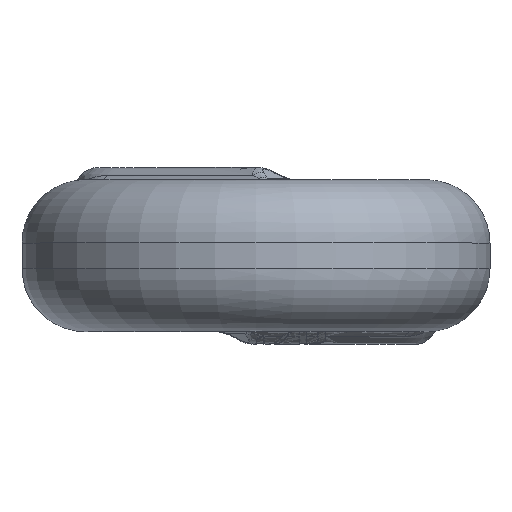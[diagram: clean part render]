
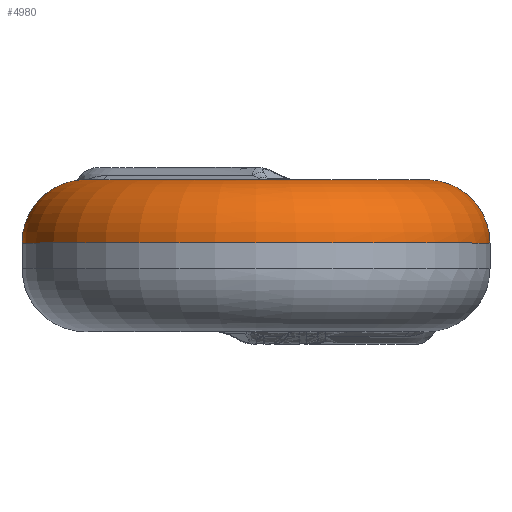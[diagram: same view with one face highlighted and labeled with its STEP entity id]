
A CAD part, top view. The second image highlights one B-rep face of the part: STEP entity #4980.
In plain terms, the highlighted toroidal (fillet/blend) face has major radius 2.7 mm and minor radius 1 mm.
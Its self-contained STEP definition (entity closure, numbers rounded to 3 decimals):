
#20=TOROIDAL_SURFACE('',#5161,2.7,1.);
#36=CIRCLE('',#5162,3.7);
#37=CIRCLE('',#5163,2.7);
#1069=ORIENTED_EDGE('',*,*,#2029,.F.);
#1070=ORIENTED_EDGE('',*,*,#2030,.F.);
#1071=ORIENTED_EDGE('',*,*,#2031,.T.);
#1072=ORIENTED_EDGE('',*,*,#2032,.T.);
#1073=ORIENTED_EDGE('',*,*,#2033,.T.);
#2029=EDGE_CURVE('',#2540,#2540,#36,.F.);
#2030=EDGE_CURVE('',#2541,#2542,#37,.T.);
#2031=EDGE_CURVE('',#2541,#2543,#2871,.T.);
#2032=EDGE_CURVE('',#2543,#2544,#2872,.T.);
#2033=EDGE_CURVE('',#2544,#2542,#2873,.T.);
#2540=VERTEX_POINT('',#9405);
#2541=VERTEX_POINT('',#9407);
#2542=VERTEX_POINT('',#9408);
#2543=VERTEX_POINT('',#9414);
#2544=VERTEX_POINT('',#9425);
#2871=B_SPLINE_CURVE_WITH_KNOTS('',3,(#9409,#9410,#9411,#9412,#9413),
 .UNSPECIFIED.,.F.,.F.,(4,1,4),(0.,0.001,0.001),
 .UNSPECIFIED.);
#2872=B_SPLINE_CURVE_WITH_KNOTS('',3,(#9415,#9416,#9417,#9418,#9419,#9420,
#9421,#9422,#9423,#9424),.UNSPECIFIED.,.F.,.F.,(4,1,1,1,1,1,1,4),(0.,0.001,
0.001,0.001,0.002,0.002,
0.002,0.003),.UNSPECIFIED.);
#2873=B_SPLINE_CURVE_WITH_KNOTS('',3,(#9426,#9427,#9428,#9429),
 .UNSPECIFIED.,.F.,.F.,(4,4),(0.,0.),.UNSPECIFIED.);
#3048=EDGE_LOOP('',(#1069));
#3049=EDGE_LOOP('',(#1070,#1071,#1072,#1073));
#3272=FACE_BOUND('',#3048,.T.);
#3273=FACE_BOUND('',#3049,.T.);
#4980=ADVANCED_FACE('',(#3272,#3273),#20,.T.);
#5161=AXIS2_PLACEMENT_3D('',#9403,#5412,#5413);
#5162=AXIS2_PLACEMENT_3D('',#9404,#5414,#5415);
#5163=AXIS2_PLACEMENT_3D('',#9406,#5416,#5417);
#5412=DIRECTION('',(0.,1.,0.));
#5413=DIRECTION('',(0.,0.,1.));
#5414=DIRECTION('',(0.,1.,0.));
#5415=DIRECTION('',(0.,0.,1.));
#5416=DIRECTION('',(0.,1.,0.));
#5417=DIRECTION('',(0.,0.,1.));
#9403=CARTESIAN_POINT('',(0.,0.2,0.));
#9404=CARTESIAN_POINT('',(0.,0.2,0.));
#9405=CARTESIAN_POINT('',(0.,0.2,3.7));
#9406=CARTESIAN_POINT('',(0.,1.2,0.));
#9407=CARTESIAN_POINT('',(-2.449,1.2,-1.138));
#9408=CARTESIAN_POINT('',(-1.961,1.2,-1.856));
#9409=CARTESIAN_POINT('',(-2.449,1.2,-1.138));
#9410=CARTESIAN_POINT('',(-2.595,1.2,-1.284));
#9411=CARTESIAN_POINT('',(-2.893,1.073,-1.569));
#9412=CARTESIAN_POINT('',(-2.921,0.819,-1.924));
#9413=CARTESIAN_POINT('',(-2.866,0.723,-2.099));
#9414=CARTESIAN_POINT('',(-2.866,0.723,-2.099));
#9415=CARTESIAN_POINT('',(-2.866,0.723,-2.099));
#9416=CARTESIAN_POINT('',(-2.809,0.624,-2.28));
#9417=CARTESIAN_POINT('',(-2.657,0.484,-2.533));
#9418=CARTESIAN_POINT('',(-2.351,0.436,-2.825));
#9419=CARTESIAN_POINT('',(-2.08,0.49,-3.02));
#9420=CARTESIAN_POINT('',(-1.847,0.769,-3.026));
#9421=CARTESIAN_POINT('',(-1.878,0.992,-2.752));
#9422=CARTESIAN_POINT('',(-1.944,1.106,-2.468));
#9423=CARTESIAN_POINT('',(-1.991,1.151,-2.266));
#9424=CARTESIAN_POINT('',(-2.012,1.167,-2.163));
#9425=CARTESIAN_POINT('',(-2.012,1.167,-2.163));
#9426=CARTESIAN_POINT('',(-2.012,1.167,-2.163));
#9427=CARTESIAN_POINT('',(-2.032,1.184,-2.058));
#9428=CARTESIAN_POINT('',(-2.023,1.2,-1.944));
#9429=CARTESIAN_POINT('',(-1.961,1.2,-1.856));
